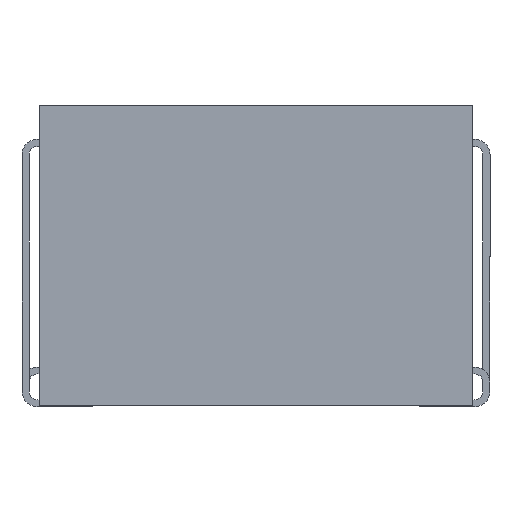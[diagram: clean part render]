
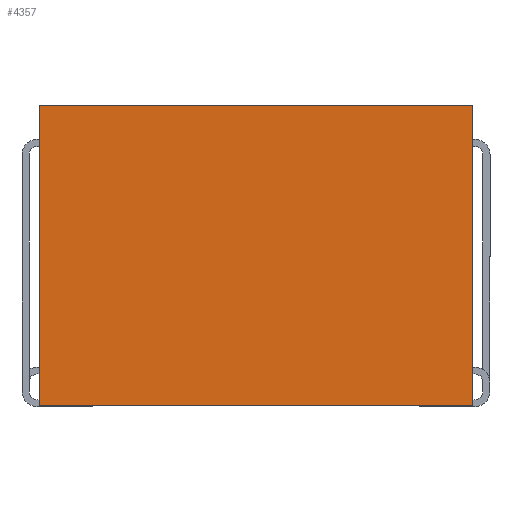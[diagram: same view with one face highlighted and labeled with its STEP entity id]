
A CAD part, front view. The second image highlights one B-rep face of the part: STEP entity #4357.
In plain terms, the highlighted planar face has unit normal (0, -1, 0).
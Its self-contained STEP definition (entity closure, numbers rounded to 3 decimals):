
#1069=ORIENTED_EDGE('',*,*,#1589,.T.);
#1070=ORIENTED_EDGE('',*,*,#1590,.F.);
#1071=ORIENTED_EDGE('',*,*,#1396,.F.);
#1072=ORIENTED_EDGE('',*,*,#1591,.T.);
#1396=EDGE_CURVE('',#1783,#1784,#2025,.T.);
#1589=EDGE_CURVE('',#1902,#1903,#2194,.T.);
#1590=EDGE_CURVE('',#1784,#1903,#2195,.T.);
#1591=EDGE_CURVE('',#1783,#1902,#2196,.T.);
#1783=VERTEX_POINT('',#6774);
#1784=VERTEX_POINT('',#6776);
#1902=VERTEX_POINT('',#7155);
#1903=VERTEX_POINT('',#7156);
#2025=LINE('',#6775,#2324);
#2194=LINE('',#7154,#2493);
#2195=LINE('',#7157,#2494);
#2196=LINE('',#7158,#2495);
#2324=VECTOR('',#4872,1000.);
#2493=VECTOR('',#5225,1000.);
#2494=VECTOR('',#5226,1000.);
#2495=VECTOR('',#5227,1000.);
#2683=EDGE_LOOP('',(#1069,#1070,#1071,#1072));
#2870=FACE_BOUND('',#2683,.T.);
#3008=PLANE('',#4553);
#4357=ADVANCED_FACE('',(#2870),#3008,.F.);
#4553=AXIS2_PLACEMENT_3D('',#7153,#5223,#5224);
#4872=DIRECTION('',(1.,0.,0.));
#5223=DIRECTION('',(0.,1.,0.));
#5224=DIRECTION('',(0.,0.,1.));
#5225=DIRECTION('',(1.,0.,0.));
#5226=DIRECTION('',(0.,0.,-1.));
#5227=DIRECTION('',(0.,0.,-1.));
#6774=CARTESIAN_POINT('',(-9.25,-9.25,12.8));
#6775=CARTESIAN_POINT('',(-9.25,-9.25,12.8));
#6776=CARTESIAN_POINT('',(9.25,-9.25,12.8));
#7153=CARTESIAN_POINT('',(-9.25,-9.25,6.45));
#7154=CARTESIAN_POINT('',(-9.25,-9.25,0.));
#7155=CARTESIAN_POINT('',(-9.25,-9.25,0.));
#7156=CARTESIAN_POINT('',(9.25,-9.25,0.));
#7157=CARTESIAN_POINT('',(9.25,-9.25,6.45));
#7158=CARTESIAN_POINT('',(-9.25,-9.25,6.45));
